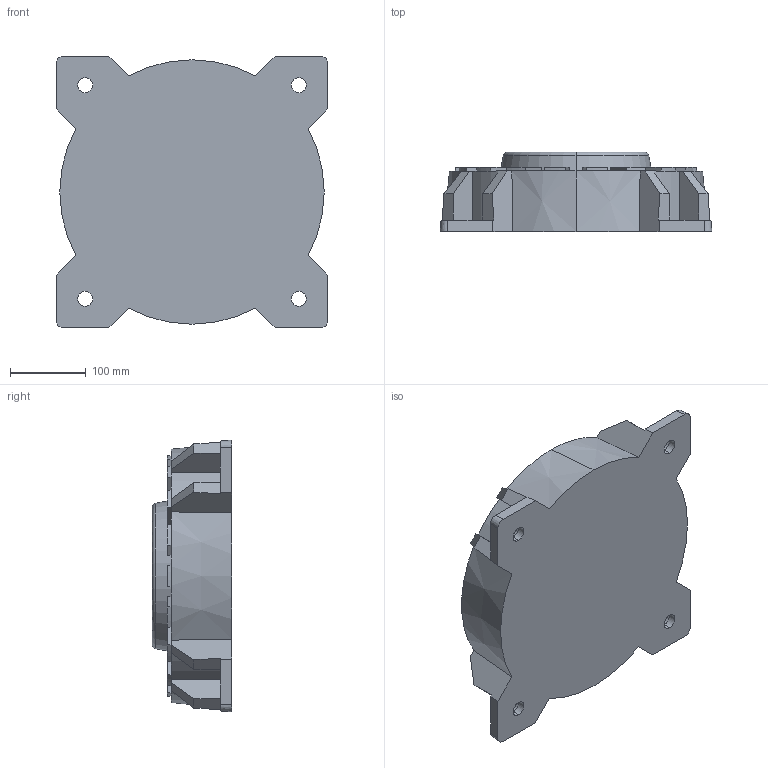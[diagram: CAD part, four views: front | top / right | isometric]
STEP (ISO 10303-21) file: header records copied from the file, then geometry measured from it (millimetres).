
FILE_DESCRIPTION (( 'STEP AP203' ), '1' );
FILE_NAME ('01.STEP', '2014-08-25T10:59:39', ( 'zakaria' ), ( '' ), 'SwSTEP 2.0', 'SolidWorks 2013', '' );
FILE_SCHEMA (( 'CONFIG_CONTROL_DESIGN' ));
Length unit declared in the file: millimetre
Products named in the file (1): 01
Bounding box: 360 x 105 x 360 mm (x, y, z)
Volume: 8569879.8 mm3; surface area: 384690.1 mm2
Topology: 1 solids, 1 shells, 177 faces, 451 edges, 300 vertices
Faces by surface type: plane 106, cylinder 58, cone 11, torus 2
Entity records: 5472 total; most frequent: CARTESIAN_POINT 953, DIRECTION 941, ORIENTED_EDGE 902, EDGE_CURVE 451, AXIS2_PLACEMENT_3D 320, LINE 301, VECTOR 301, VERTEX_POINT 300
